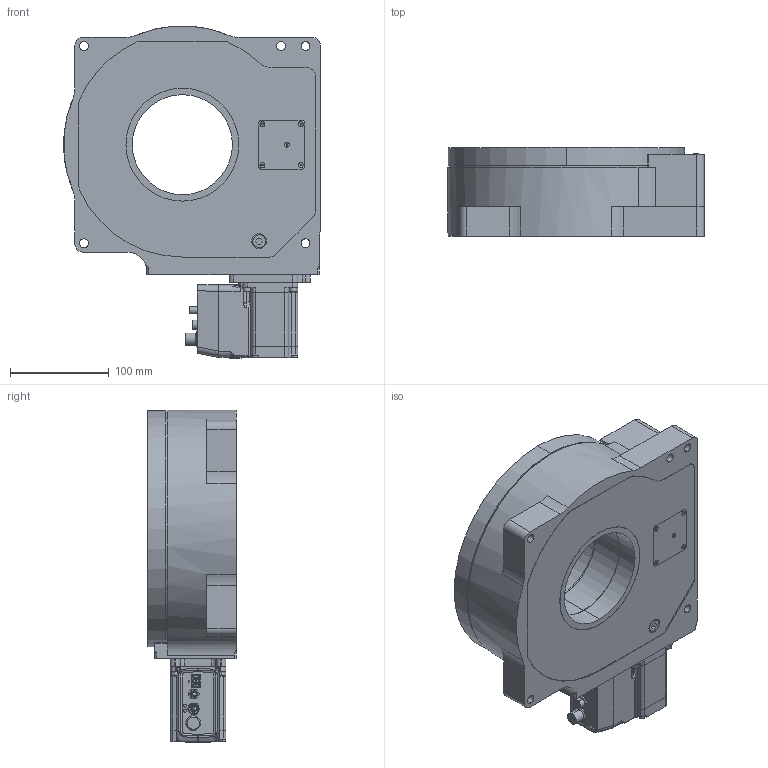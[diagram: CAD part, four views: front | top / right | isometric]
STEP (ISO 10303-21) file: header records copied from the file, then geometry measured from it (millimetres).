
FILE_DESCRIPTION (( 'STEP AP203' ), '1' );
FILE_NAME ('X-RST240x-AE56.step', '2023-11-02T21:48:43', ( '' ), ( '' ), 'SwSTEP 2.0', 'SolidWorks 2019', '' );
FILE_SCHEMA (( 'CONFIG_CONTROL_DESIGN' ));
Length unit declared in the file: millimetre
Products named in the file (4): RST240_base^RST240; NMS23_motor^RST240_X-RST240; X-RST240x-AE56; RST240_top^RST240
Assembly tree (3 placements, depth 2):
  X-RST240x-AE56
    RST240_base^RST240
    RST240_top^RST240
    NMS23_motor^RST240_X-RST240
Bounding box: 260.47 x 90 x 336.95 mm (x, y, z)
Volume: 4629351.3 mm3; surface area: 440255.7 mm2
Topology: 47 solids, 47 shells, 1072 faces, 2595 edges, 1698 vertices
Faces by surface type: plane 588, cylinder 389, cone 53, torus 22, bspline 18, sphere 2
Entity records: 32941 total; most frequent: CARTESIAN_POINT 6986, DIRECTION 5449, ORIENTED_EDGE 5136, EDGE_CURVE 2568, AXIS2_PLACEMENT_3D 1930, VERTEX_POINT 1698, VECTOR 1589, LINE 1589
